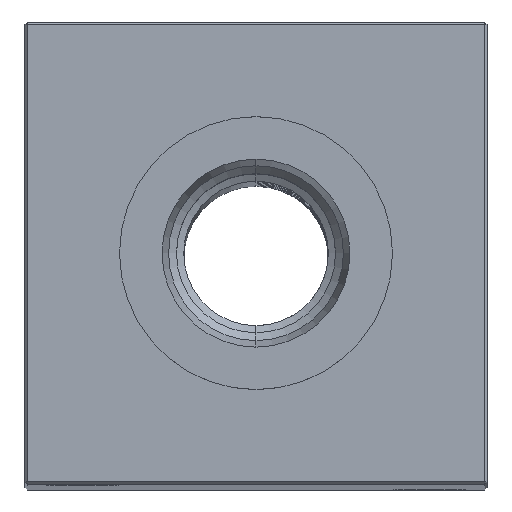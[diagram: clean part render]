
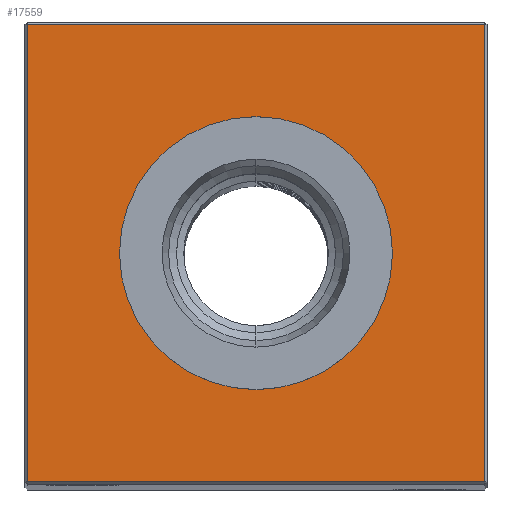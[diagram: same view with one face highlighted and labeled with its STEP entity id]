
A CAD part, top view. The second image highlights one B-rep face of the part: STEP entity #17559.
In plain terms, the highlighted planar face has unit normal (0, 0, 1).
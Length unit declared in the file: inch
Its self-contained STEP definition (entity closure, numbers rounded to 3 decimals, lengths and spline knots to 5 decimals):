
#570 = EDGE_CURVE ( 'NONE', #13387, #20299, #9219, .T. ) ;
#1320 = ORIENTED_EDGE ( 'NONE', *, *, #15936, .T. ) ;
#2769 = DIRECTION ( 'NONE',  ( 0., -1., 0. ) ) ;
#2974 = LINE ( 'NONE', #15714, #8148 ) ;
#4006 = CARTESIAN_POINT ( 'NONE',  ( 0., -0.99, 14.25 ) ) ;
#4282 = CIRCLE ( 'NONE', #14561, 0.59055 ) ;
#5546 = DIRECTION ( 'NONE',  ( -1., 0., 0. ) ) ;
#6135 = VERTEX_POINT ( 'NONE', #26970 ) ;
#7252 = DIRECTION ( 'NONE',  ( 0., 0., -1. ) ) ;
#8148 = VECTOR ( 'NONE', #13598, 39.37008 ) ;
#8385 = CARTESIAN_POINT ( 'NONE',  ( -0.99, 0.99, 14.25 ) ) ;
#9029 = EDGE_LOOP ( 'NONE', ( #24678, #14437, #12774, #1320 ) ) ;
#9215 = DIRECTION ( 'NONE',  ( -1., 0., 0. ) ) ;
#9219 = LINE ( 'NONE', #25923, #16511 ) ;
#9682 = DIRECTION ( 'NONE',  ( -1., 0., 0. ) ) ;
#9714 = CARTESIAN_POINT ( 'NONE',  ( 0.99, 0.99, 14.25 ) ) ;
#10006 = VERTEX_POINT ( 'NONE', #9714 ) ;
#10490 = LINE ( 'NONE', #23521, #15729 ) ;
#12774 = ORIENTED_EDGE ( 'NONE', *, *, #21402, .T. ) ;
#13387 = VERTEX_POINT ( 'NONE', #8385 ) ;
#13408 = FACE_BOUND ( 'NONE', #14488, .T. ) ;
#13598 = DIRECTION ( 'NONE',  ( -1., 0., 0. ) ) ;
#13805 = CARTESIAN_POINT ( 'NONE',  ( 0., 0., 14.25 ) ) ;
#13887 = ORIENTED_EDGE ( 'NONE', *, *, #19747, .T. ) ;
#14437 = ORIENTED_EDGE ( 'NONE', *, *, #25714, .T. ) ;
#14488 = EDGE_LOOP ( 'NONE', ( #13887, #27292 ) ) ;
#14561 = AXIS2_PLACEMENT_3D ( 'NONE', #15571, #24263, #9682 ) ;
#14642 = LINE ( 'NONE', #4006, #15560 ) ;
#15114 = DIRECTION ( 'NONE',  ( 0., 1., 0. ) ) ;
#15560 = VECTOR ( 'NONE', #23332, 39.37008 ) ;
#15567 = CARTESIAN_POINT ( 'NONE',  ( 0., -0.59055, 14.25 ) ) ;
#15571 = CARTESIAN_POINT ( 'NONE',  ( 0., 0., 14.25 ) ) ;
#15714 = CARTESIAN_POINT ( 'NONE',  ( 0., 0.99, 14.25 ) ) ;
#15729 = VECTOR ( 'NONE', #15114, 39.37008 ) ;
#15857 = VERTEX_POINT ( 'NONE', #22159 ) ;
#15923 = PLANE ( 'NONE',  #16696 ) ;
#15936 = EDGE_CURVE ( 'NONE', #10006, #13387, #2974, .T. ) ;
#16511 = VECTOR ( 'NONE', #2769, 39.37008 ) ;
#16696 = AXIS2_PLACEMENT_3D ( 'NONE', #18179, #7252, #9215 ) ;
#17204 = CARTESIAN_POINT ( 'NONE',  ( -0.99, -0.99, 14.25 ) ) ;
#17559 = ADVANCED_FACE ( 'NONE', ( #18041, #13408 ), #15923, .F. ) ;
#18041 = FACE_OUTER_BOUND ( 'NONE', #9029, .T. ) ;
#18179 = CARTESIAN_POINT ( 'NONE',  ( 0., 0., 14.25 ) ) ;
#19428 = AXIS2_PLACEMENT_3D ( 'NONE', #13805, #20261, #5546 ) ;
#19747 = EDGE_CURVE ( 'NONE', #15857, #26167, #20755, .T. ) ;
#20261 = DIRECTION ( 'NONE',  ( 0., 0., -1. ) ) ;
#20299 = VERTEX_POINT ( 'NONE', #17204 ) ;
#20755 = CIRCLE ( 'NONE', #19428, 0.59055 ) ;
#21402 = EDGE_CURVE ( 'NONE', #6135, #10006, #10490, .T. ) ;
#22159 = CARTESIAN_POINT ( 'NONE',  ( 0., 0.59055, 14.25 ) ) ;
#23332 = DIRECTION ( 'NONE',  ( 1., 0., 0. ) ) ;
#23521 = CARTESIAN_POINT ( 'NONE',  ( 0.99, 0., 14.25 ) ) ;
#24263 = DIRECTION ( 'NONE',  ( 0., 0., -1. ) ) ;
#24678 = ORIENTED_EDGE ( 'NONE', *, *, #570, .T. ) ;
#25714 = EDGE_CURVE ( 'NONE', #20299, #6135, #14642, .T. ) ;
#25923 = CARTESIAN_POINT ( 'NONE',  ( -0.99, 0., 14.25 ) ) ;
#26167 = VERTEX_POINT ( 'NONE', #15567 ) ;
#26970 = CARTESIAN_POINT ( 'NONE',  ( 0.99, -0.99, 14.25 ) ) ;
#26996 = EDGE_CURVE ( 'NONE', #26167, #15857, #4282, .T. ) ;
#27292 = ORIENTED_EDGE ( 'NONE', *, *, #26996, .T. ) ;
